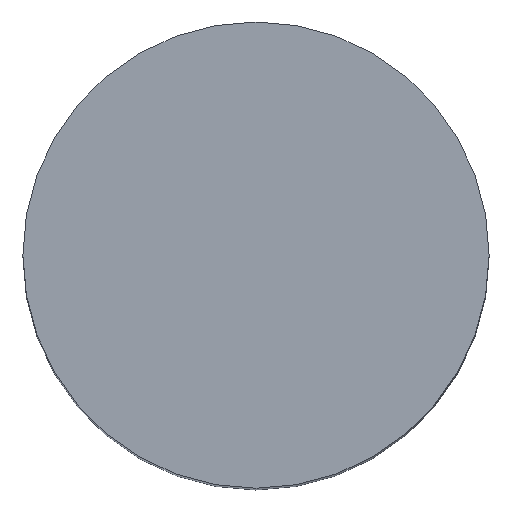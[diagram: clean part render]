
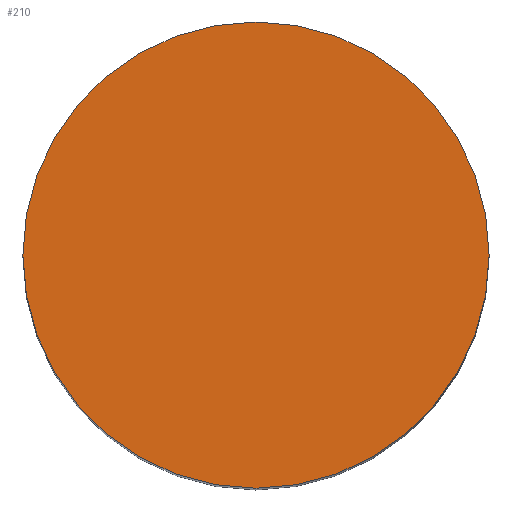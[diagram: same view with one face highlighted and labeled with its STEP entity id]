
A CAD part, top view. The second image highlights one B-rep face of the part: STEP entity #210.
In plain terms, the highlighted planar face has unit normal (0, 0, 1).
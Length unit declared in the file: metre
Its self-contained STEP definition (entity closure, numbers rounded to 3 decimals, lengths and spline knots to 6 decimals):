
#10 = AXIS2_PLACEMENT_3D ( 'NONE', #37, #179, #204 ) ;
#11 = DIRECTION ( 'NONE',  ( 1., 0., 0. ) ) ;
#20 = PLANE ( 'NONE',  #75 ) ;
#21 = EDGE_CURVE ( 'NONE', #135, #196, #214, .T. ) ;
#37 = CARTESIAN_POINT ( 'NONE',  ( 0., 0., 0.35 ) ) ;
#44 = CARTESIAN_POINT ( 'NONE',  ( -0.08, 0., 0.35 ) ) ;
#57 = EDGE_LOOP ( 'NONE', ( #244, #92 ) ) ;
#75 = AXIS2_PLACEMENT_3D ( 'NONE', #202, #236, #76 ) ;
#76 = DIRECTION ( 'NONE',  ( 1., 0., 0. ) ) ;
#92 = ORIENTED_EDGE ( 'NONE', *, *, #21, .T. ) ;
#94 = EDGE_CURVE ( 'NONE', #196, #135, #247, .T. ) ;
#98 = CARTESIAN_POINT ( 'NONE',  ( 0., 0., 0.35 ) ) ;
#118 = CARTESIAN_POINT ( 'NONE',  ( 0.08, 0., 0.35 ) ) ;
#135 = VERTEX_POINT ( 'NONE', #118 ) ;
#141 = FACE_OUTER_BOUND ( 'NONE', #57, .T. ) ;
#164 = DIRECTION ( 'NONE',  ( 0., 0., 1. ) ) ;
#169 = AXIS2_PLACEMENT_3D ( 'NONE', #98, #164, #11 ) ;
#179 = DIRECTION ( 'NONE',  ( 0., 0., 1. ) ) ;
#196 = VERTEX_POINT ( 'NONE', #44 ) ;
#202 = CARTESIAN_POINT ( 'NONE',  ( 0., 0., 0.35 ) ) ;
#204 = DIRECTION ( 'NONE',  ( 1., 0., 0. ) ) ;
#210 = ADVANCED_FACE ( 'NONE', ( #141 ), #20, .T. ) ;
#214 = CIRCLE ( 'NONE', #10, 0.08 ) ;
#236 = DIRECTION ( 'NONE',  ( 0., 0., 1. ) ) ;
#244 = ORIENTED_EDGE ( 'NONE', *, *, #94, .T. ) ;
#247 = CIRCLE ( 'NONE', #169, 0.08 ) ;
